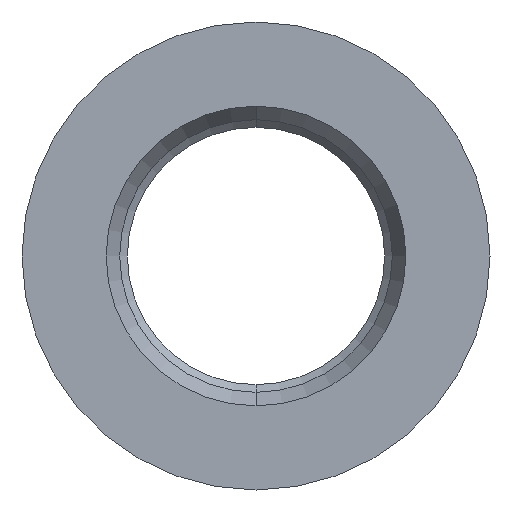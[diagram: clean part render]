
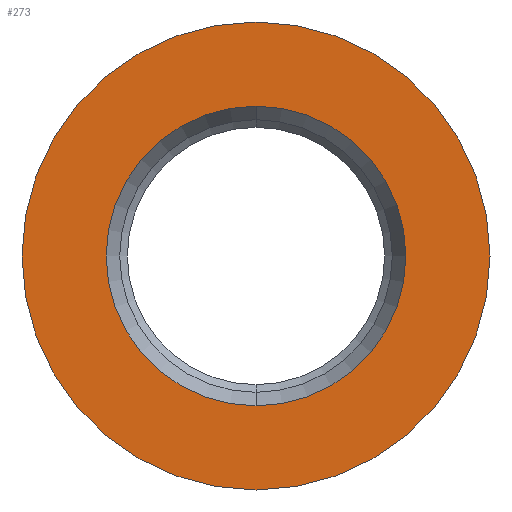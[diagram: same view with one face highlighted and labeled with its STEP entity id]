
A CAD part, front view. The second image highlights one B-rep face of the part: STEP entity #273.
In plain terms, the highlighted planar face has unit normal (0, -1, 0).
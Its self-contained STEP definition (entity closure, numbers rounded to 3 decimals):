
#48 = DIRECTION ( 'NONE',  ( 0., 0., -1. ) ) ;
#65 = EDGE_LOOP ( 'NONE', ( #1216, #663 ) ) ;
#68 = EDGE_CURVE ( 'NONE', #1990, #185, #1532, .T. ) ;
#79 = CARTESIAN_POINT ( 'NONE',  ( -11.65, 0., 0. ) ) ;
#123 = FACE_OUTER_BOUND ( 'NONE', #65, .T. ) ;
#131 = VERTEX_POINT ( 'NONE', #1509 ) ;
#149 = ORIENTED_EDGE ( 'NONE', *, *, #1683, .T. ) ;
#185 = VERTEX_POINT ( 'NONE', #1531 ) ;
#195 = CARTESIAN_POINT ( 'NONE',  ( 0., 0., 0. ) ) ;
#202 = AXIS2_PLACEMENT_3D ( 'NONE', #449, #1006, #2006 ) ;
#205 = AXIS2_PLACEMENT_3D ( 'NONE', #79, #1747, #1726 ) ;
#223 = VERTEX_POINT ( 'NONE', #1519 ) ;
#273 = ADVANCED_FACE ( 'NONE', ( #552, #123 ), #1170, .F. ) ;
#334 = CARTESIAN_POINT ( 'NONE',  ( 0., 0., 0. ) ) ;
#382 = CIRCLE ( 'NONE', #1007, 12.805 ) ;
#449 = CARTESIAN_POINT ( 'NONE',  ( 0., 0., 0. ) ) ;
#552 = FACE_BOUND ( 'NONE', #1248, .T. ) ;
#663 = ORIENTED_EDGE ( 'NONE', *, *, #68, .T. ) ;
#671 = AXIS2_PLACEMENT_3D ( 'NONE', #334, #1950, #48 ) ;
#777 = CARTESIAN_POINT ( 'NONE',  ( 0., 0., 0. ) ) ;
#786 = CARTESIAN_POINT ( 'NONE',  ( 0., 0., 20. ) ) ;
#794 = CIRCLE ( 'NONE', #202, 20. ) ;
#796 = CIRCLE ( 'NONE', #990, 12.805 ) ;
#908 = ORIENTED_EDGE ( 'NONE', *, *, #1411, .T. ) ;
#990 = AXIS2_PLACEMENT_3D ( 'NONE', #195, #1454, #1369 ) ;
#1001 = EDGE_CURVE ( 'NONE', #185, #1990, #794, .T. ) ;
#1006 = DIRECTION ( 'NONE',  ( 0., -1., 0. ) ) ;
#1007 = AXIS2_PLACEMENT_3D ( 'NONE', #777, #1275, #1417 ) ;
#1170 = PLANE ( 'NONE',  #205 ) ;
#1216 = ORIENTED_EDGE ( 'NONE', *, *, #1001, .T. ) ;
#1248 = EDGE_LOOP ( 'NONE', ( #149, #908 ) ) ;
#1275 = DIRECTION ( 'NONE',  ( 0., 1., 0. ) ) ;
#1369 = DIRECTION ( 'NONE',  ( 0., 0., 1. ) ) ;
#1411 = EDGE_CURVE ( 'NONE', #131, #223, #796, .T. ) ;
#1417 = DIRECTION ( 'NONE',  ( 0., 0., 1. ) ) ;
#1454 = DIRECTION ( 'NONE',  ( 0., 1., 0. ) ) ;
#1509 = CARTESIAN_POINT ( 'NONE',  ( 0., 0., 12.805 ) ) ;
#1519 = CARTESIAN_POINT ( 'NONE',  ( 0., 0., -12.805 ) ) ;
#1531 = CARTESIAN_POINT ( 'NONE',  ( 0., 0., -20. ) ) ;
#1532 = CIRCLE ( 'NONE', #671, 20. ) ;
#1683 = EDGE_CURVE ( 'NONE', #223, #131, #382, .T. ) ;
#1726 = DIRECTION ( 'NONE',  ( 0., 0., 1. ) ) ;
#1747 = DIRECTION ( 'NONE',  ( 0., 1., 0. ) ) ;
#1950 = DIRECTION ( 'NONE',  ( 0., -1., 0. ) ) ;
#1990 = VERTEX_POINT ( 'NONE', #786 ) ;
#2006 = DIRECTION ( 'NONE',  ( 0., 0., -1. ) ) ;
